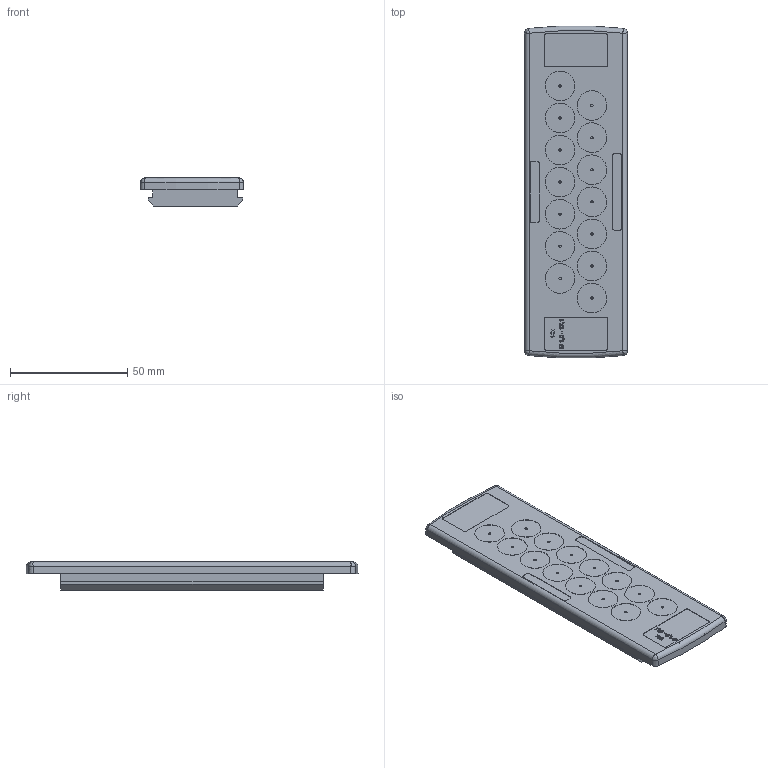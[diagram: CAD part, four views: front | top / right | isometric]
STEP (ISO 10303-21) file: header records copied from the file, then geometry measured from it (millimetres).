
FILE_DESCRIPTION(('CATIA V5R22 STEP214','CAx-IF Rec.Pracs.--- Model Styling and Organization---1.4--- 2014-01-23'),'2;1');
FILE_NAME ('1241165-5_2_2743640000_2743640000.stp','2022-01-21T11:54:44+00:00',('none'),('Weidmueller'),'CATIA Version 5-6 Release 2016 SP3 HF44','CATIA V5 STEP AP214','none');
FILE_SCHEMA(('AUTOMOTIVE_DESIGN { 1 0 10303 214 1 1 1 1 }'));
Length unit declared in the file: millimetre
Products named in the file (1): CABTITE EP B 24/14 GY
Bounding box: 43.97 x 141.72 x 12 mm (x, y, z)
Volume: 46104.5 mm3; surface area: 21388.8 mm2
Topology: 1 solids, 1 shells, 343 faces, 828 edges, 546 vertices
Faces by surface type: plane 166, bspline 95, extrusion 44, cylinder 30, cone 6, torus 2
Entity records: 16853 total; most frequent: CARTESIAN_POINT 9842, ORIENTED_EDGE 1648, DIRECTION 929, EDGE_CURVE 824, VERTEX_POINT 546, VECTOR 427, EDGE_LOOP 406, LINE 383
